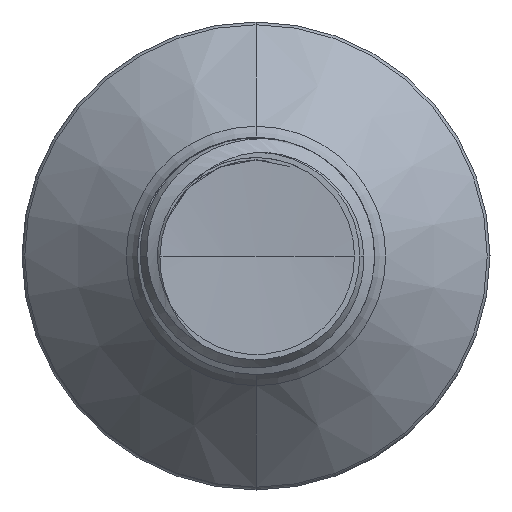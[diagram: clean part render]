
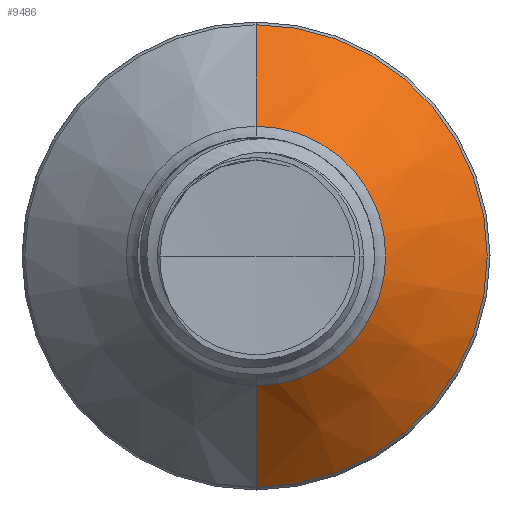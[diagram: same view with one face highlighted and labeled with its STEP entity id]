
A CAD part, front view. The second image highlights one B-rep face of the part: STEP entity #9486.
In plain terms, the highlighted conical face has half-angle 45 degrees and reference radius 4.381 mm.
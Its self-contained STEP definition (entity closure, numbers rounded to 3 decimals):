
#972 = DIRECTION ( 'NONE',  ( 0., 1., 0. ) ) ;
#3452 = AXIS2_PLACEMENT_3D ( 'NONE', #40252, #17220, #43753 ) ;
#4964 = DIRECTION ( 'NONE',  ( 0., 0.707, 0.707 ) ) ;
#7254 = VECTOR ( 'NONE', #40099, 1000. ) ;
#9486 = ADVANCED_FACE ( 'NONE', ( #42370 ), #40167, .T. ) ;
#10014 = CARTESIAN_POINT ( 'NONE',  ( 0., 30.558, 4.381 ) ) ;
#13146 = CARTESIAN_POINT ( 'NONE',  ( 0., 30.558, 4.381 ) ) ;
#14807 = ORIENTED_EDGE ( 'NONE', *, *, #38782, .T. ) ;
#14848 = ORIENTED_EDGE ( 'NONE', *, *, #38792, .T. ) ;
#14856 = ORIENTED_EDGE ( 'NONE', *, *, #38841, .F. ) ;
#15251 = ORIENTED_EDGE ( 'NONE', *, *, #38846, .F. ) ;
#17220 = DIRECTION ( 'NONE',  ( 0., 1., 0. ) ) ;
#18564 = VERTEX_POINT ( 'NONE', #44406 ) ;
#23968 = EDGE_LOOP ( 'NONE', ( #14807, #14848, #14856, #15251 ) ) ;
#24288 = VERTEX_POINT ( 'NONE', #32817 ) ;
#25100 = CARTESIAN_POINT ( 'NONE',  ( 0., 30.558, 0. ) ) ;
#25108 = CARTESIAN_POINT ( 'NONE',  ( 0., 30.558, 0. ) ) ;
#27240 = VECTOR ( 'NONE', #4964, 1000. ) ;
#27954 = DIRECTION ( 'NONE',  ( 0., 1., 0. ) ) ;
#28309 = DIRECTION ( 'NONE',  ( 0., 0., 1. ) ) ;
#28481 = CIRCLE ( 'NONE', #47272, 4.381 ) ;
#28987 = DIRECTION ( 'NONE',  ( 0., 0., 1. ) ) ;
#32817 = CARTESIAN_POINT ( 'NONE',  ( 0., 33.985, 7.807 ) ) ;
#32942 = AXIS2_PLACEMENT_3D ( 'NONE', #25108, #27954, #28309 ) ;
#34613 = CARTESIAN_POINT ( 'NONE',  ( 0., 30.558, -4.381 ) ) ;
#38536 = LINE ( 'NONE', #13146, #27240 ) ;
#38782 = EDGE_CURVE ( 'NONE', #39257, #40842, #28481, .T. ) ;
#38792 = EDGE_CURVE ( 'NONE', #40842, #18564, #39651, .T. ) ;
#38841 = EDGE_CURVE ( 'NONE', #24288, #18564, #47864, .T. ) ;
#38846 = EDGE_CURVE ( 'NONE', #39257, #24288, #38536, .T. ) ;
#39257 = VERTEX_POINT ( 'NONE', #10014 ) ;
#39651 = LINE ( 'NONE', #47106, #7254 ) ;
#40099 = DIRECTION ( 'NONE',  ( 0., 0.707, -0.707 ) ) ;
#40167 = CONICAL_SURFACE ( 'NONE', #32942, 4.381, 0.785 ) ;
#40252 = CARTESIAN_POINT ( 'NONE',  ( 0., 33.985, 0. ) ) ;
#40842 = VERTEX_POINT ( 'NONE', #34613 ) ;
#42370 = FACE_OUTER_BOUND ( 'NONE', #23968, .T. ) ;
#43753 = DIRECTION ( 'NONE',  ( 0., 0., 1. ) ) ;
#44406 = CARTESIAN_POINT ( 'NONE',  ( 0., 33.985, -7.807 ) ) ;
#47106 = CARTESIAN_POINT ( 'NONE',  ( 0., 30.558, -4.381 ) ) ;
#47272 = AXIS2_PLACEMENT_3D ( 'NONE', #25100, #972, #28987 ) ;
#47864 = CIRCLE ( 'NONE', #3452, 7.807 ) ;
